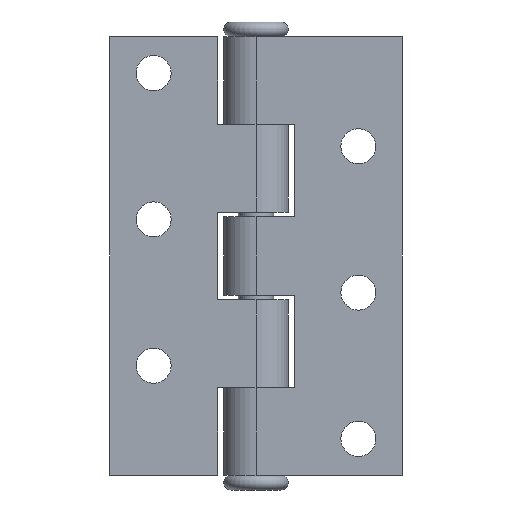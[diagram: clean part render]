
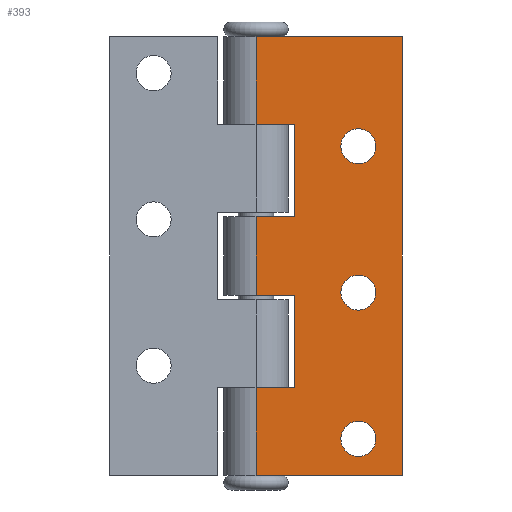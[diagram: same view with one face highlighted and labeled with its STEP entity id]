
A CAD part, front view. The second image highlights one B-rep face of the part: STEP entity #393.
In plain terms, the highlighted planar face has unit normal (0, -1, 0).
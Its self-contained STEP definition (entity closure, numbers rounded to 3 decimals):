
#144 = EDGE_CURVE ( 'NONE', #227, #148, #1097, .T. ) ;
#148 = VERTEX_POINT ( 'NONE', #1081 ) ;
#166 = VERTEX_POINT ( 'NONE', #1110 ) ;
#171 = EDGE_CURVE ( 'NONE', #230, #172, #1165, .T. ) ;
#172 = VERTEX_POINT ( 'NONE', #1161 ) ;
#200 = EDGE_CURVE ( 'NONE', #201, #202, #1177, .T. ) ;
#201 = VERTEX_POINT ( 'NONE', #1173 ) ;
#202 = VERTEX_POINT ( 'NONE', #1172 ) ;
#210 = VERTEX_POINT ( 'NONE', #1224 ) ;
#227 = VERTEX_POINT ( 'NONE', #1251 ) ;
#230 = VERTEX_POINT ( 'NONE', #1248 ) ;
#247 = EDGE_CURVE ( 'NONE', #248, #249, #1267, .T. ) ;
#248 = VERTEX_POINT ( 'NONE', #1263 ) ;
#249 = VERTEX_POINT ( 'NONE', #1262 ) ;
#260 = VERTEX_POINT ( 'NONE', #1306 ) ;
#262 = EDGE_CURVE ( 'NONE', #166, #260, #1305, .T. ) ;
#279 = EDGE_CURVE ( 'NONE', #210, #166, #1341, .T. ) ;
#293 = EDGE_CURVE ( 'NONE', #227, #294, #1375, .T. ) ;
#294 = VERTEX_POINT ( 'NONE', #1371 ) ;
#321 = VERTEX_POINT ( 'NONE', #1447 ) ;
#325 = VERTEX_POINT ( 'NONE', #1441 ) ;
#327 = EDGE_CURVE ( 'NONE', #321, #325, #1440, .T. ) ;
#335 = ORIENTED_EDGE ( 'NONE', *, *, #377, .T. ) ;
#377 = EDGE_CURVE ( 'NONE', #202, #201, #1536, .T. ) ;
#378 = ORIENTED_EDGE ( 'NONE', *, *, #200, .T. ) ;
#379 = EDGE_LOOP ( 'NONE', ( #380, #384, #386, #387, #404, #407, #409, #401, #402, #445, #446, #447 ) ) ;
#380 = ORIENTED_EDGE ( 'NONE', *, *, #381, .T. ) ;
#381 = EDGE_CURVE ( 'NONE', #382, #383, #1531, .T. ) ;
#382 = VERTEX_POINT ( 'NONE', #1527 ) ;
#383 = VERTEX_POINT ( 'NONE', #1526 ) ;
#384 = ORIENTED_EDGE ( 'NONE', *, *, #385, .T. ) ;
#385 = EDGE_CURVE ( 'NONE', #383, #321, #1525, .T. ) ;
#386 = ORIENTED_EDGE ( 'NONE', *, *, #327, .T. ) ;
#387 = ORIENTED_EDGE ( 'NONE', *, *, #388, .T. ) ;
#388 = EDGE_CURVE ( 'NONE', #325, #389, #1521, .T. ) ;
#389 = VERTEX_POINT ( 'NONE', #1517 ) ;
#390 = ORIENTED_EDGE ( 'NONE', *, *, #391, .T. ) ;
#391 = EDGE_CURVE ( 'NONE', #172, #230, #1515, .T. ) ;
#392 = ORIENTED_EDGE ( 'NONE', *, *, #171, .T. ) ;
#393 = ADVANCED_FACE ( 'NONE', ( #1516, #1574, #1573, #1572 ), #1571, .F. ) ;
#394 = EDGE_LOOP ( 'NONE', ( #390, #392 ) ) ;
#401 = ORIENTED_EDGE ( 'NONE', *, *, #262, .T. ) ;
#402 = ORIENTED_EDGE ( 'NONE', *, *, #403, .F. ) ;
#403 = EDGE_CURVE ( 'NONE', #294, #260, #1557, .T. ) ;
#404 = ORIENTED_EDGE ( 'NONE', *, *, #405, .T. ) ;
#405 = EDGE_CURVE ( 'NONE', #389, #406, #1553, .T. ) ;
#406 = VERTEX_POINT ( 'NONE', #1549 ) ;
#407 = ORIENTED_EDGE ( 'NONE', *, *, #408, .T. ) ;
#408 = EDGE_CURVE ( 'NONE', #406, #210, #1548, .T. ) ;
#409 = ORIENTED_EDGE ( 'NONE', *, *, #279, .T. ) ;
#416 = ORIENTED_EDGE ( 'NONE', *, *, #247, .T. ) ;
#417 = EDGE_LOOP ( 'NONE', ( #335, #378 ) ) ;
#422 = EDGE_LOOP ( 'NONE', ( #423, #416 ) ) ;
#423 = ORIENTED_EDGE ( 'NONE', *, *, #424, .T. ) ;
#424 = EDGE_CURVE ( 'NONE', #249, #248, #1594, .T. ) ;
#445 = ORIENTED_EDGE ( 'NONE', *, *, #293, .F. ) ;
#446 = ORIENTED_EDGE ( 'NONE', *, *, #144, .T. ) ;
#447 = ORIENTED_EDGE ( 'NONE', *, *, #448, .T. ) ;
#448 = EDGE_CURVE ( 'NONE', #148, #382, #1634, .T. ) ;
#1081 = CARTESIAN_POINT ( 'NONE',  ( 0., -11., 45. ) ) ;
#1094 = DIRECTION ( 'NONE',  ( 0., 0., -1. ) ) ;
#1095 = VECTOR ( 'NONE', #1094, 1000. ) ;
#1096 = CARTESIAN_POINT ( 'NONE',  ( 0., -11., 75. ) ) ;
#1097 = LINE ( 'NONE', #1096, #1095 ) ;
#1109 = CARTESIAN_POINT ( 'NONE',  ( 35., -11., 37.5 ) ) ;
#1110 = CARTESIAN_POINT ( 'NONE',  ( 0., -11., -75. ) ) ;
#1161 = CARTESIAN_POINT ( 'NONE',  ( 29., -11., 37.5 ) ) ;
#1162 = DIRECTION ( 'NONE',  ( 0., 0., 1. ) ) ;
#1163 = DIRECTION ( 'NONE',  ( 0., 1., 0. ) ) ;
#1164 = AXIS2_PLACEMENT_3D ( 'NONE', #1109, #1163, #1162 ) ;
#1165 = CIRCLE ( 'NONE', #1164, 6. ) ;
#1172 = CARTESIAN_POINT ( 'NONE',  ( 29., -11., -62.5 ) ) ;
#1173 = CARTESIAN_POINT ( 'NONE',  ( 41., -11., -62.5 ) ) ;
#1174 = DIRECTION ( 'NONE',  ( 0., 0., 1. ) ) ;
#1175 = DIRECTION ( 'NONE',  ( 0., 1., 0. ) ) ;
#1176 = AXIS2_PLACEMENT_3D ( 'NONE', #1183, #1175, #1174 ) ;
#1177 = CIRCLE ( 'NONE', #1176, 6. ) ;
#1183 = CARTESIAN_POINT ( 'NONE',  ( 35., -11., -62.5 ) ) ;
#1224 = CARTESIAN_POINT ( 'NONE',  ( 0., -11., -45. ) ) ;
#1248 = CARTESIAN_POINT ( 'NONE',  ( 41., -11., 37.5 ) ) ;
#1251 = CARTESIAN_POINT ( 'NONE',  ( 0., -11., 75. ) ) ;
#1262 = CARTESIAN_POINT ( 'NONE',  ( 29., -11., -12.5 ) ) ;
#1263 = CARTESIAN_POINT ( 'NONE',  ( 41., -11., -12.5 ) ) ;
#1264 = DIRECTION ( 'NONE',  ( 0., 0., 1. ) ) ;
#1265 = DIRECTION ( 'NONE',  ( 0., 1., 0. ) ) ;
#1266 = AXIS2_PLACEMENT_3D ( 'NONE', #1273, #1265, #1264 ) ;
#1267 = CIRCLE ( 'NONE', #1266, 6. ) ;
#1273 = CARTESIAN_POINT ( 'NONE',  ( 35., -11., -12.5 ) ) ;
#1302 = DIRECTION ( 'NONE',  ( 1., 0., 0. ) ) ;
#1303 = VECTOR ( 'NONE', #1302, 1000. ) ;
#1304 = CARTESIAN_POINT ( 'NONE',  ( 0., -11., -75. ) ) ;
#1305 = LINE ( 'NONE', #1304, #1303 ) ;
#1306 = CARTESIAN_POINT ( 'NONE',  ( 50., -11., -75. ) ) ;
#1338 = DIRECTION ( 'NONE',  ( 0., 0., -1. ) ) ;
#1339 = VECTOR ( 'NONE', #1338, 1000. ) ;
#1340 = CARTESIAN_POINT ( 'NONE',  ( 0., -11., 75. ) ) ;
#1341 = LINE ( 'NONE', #1340, #1339 ) ;
#1371 = CARTESIAN_POINT ( 'NONE',  ( 50., -11., 75. ) ) ;
#1372 = DIRECTION ( 'NONE',  ( 1., 0., 0. ) ) ;
#1373 = VECTOR ( 'NONE', #1372, 1000. ) ;
#1374 = CARTESIAN_POINT ( 'NONE',  ( 0., -11., 75. ) ) ;
#1375 = LINE ( 'NONE', #1374, #1373 ) ;
#1437 = DIRECTION ( 'NONE',  ( 0., 0., -1. ) ) ;
#1438 = VECTOR ( 'NONE', #1437, 1000. ) ;
#1439 = CARTESIAN_POINT ( 'NONE',  ( 0., -11., 75. ) ) ;
#1440 = LINE ( 'NONE', #1439, #1438 ) ;
#1441 = CARTESIAN_POINT ( 'NONE',  ( 0., -11., -13.5 ) ) ;
#1447 = CARTESIAN_POINT ( 'NONE',  ( 0., -11., 13.5 ) ) ;
#1515 = CIRCLE ( 'NONE', #1578, 6. ) ;
#1516 = FACE_BOUND ( 'NONE', #394, .T. ) ;
#1517 = CARTESIAN_POINT ( 'NONE',  ( 13., -11., -13.5 ) ) ;
#1518 = DIRECTION ( 'NONE',  ( 1., 0., 0. ) ) ;
#1519 = VECTOR ( 'NONE', #1518, 1000. ) ;
#1520 = CARTESIAN_POINT ( 'NONE',  ( 0., -11., -13.5 ) ) ;
#1521 = LINE ( 'NONE', #1520, #1519 ) ;
#1522 = DIRECTION ( 'NONE',  ( -1., 0., 0. ) ) ;
#1523 = VECTOR ( 'NONE', #1522, 1000. ) ;
#1524 = CARTESIAN_POINT ( 'NONE',  ( 0., -11., 13.5 ) ) ;
#1525 = LINE ( 'NONE', #1524, #1523 ) ;
#1526 = CARTESIAN_POINT ( 'NONE',  ( 13., -11., 13.5 ) ) ;
#1527 = CARTESIAN_POINT ( 'NONE',  ( 13., -11., 45. ) ) ;
#1528 = DIRECTION ( 'NONE',  ( 0., 0., -1. ) ) ;
#1529 = VECTOR ( 'NONE', #1528, 1000. ) ;
#1530 = CARTESIAN_POINT ( 'NONE',  ( 13., -11., 75. ) ) ;
#1531 = LINE ( 'NONE', #1530, #1529 ) ;
#1532 = DIRECTION ( 'NONE',  ( 0., 0., 1. ) ) ;
#1533 = DIRECTION ( 'NONE',  ( 0., 1., 0. ) ) ;
#1534 = CARTESIAN_POINT ( 'NONE',  ( 35., -11., -62.5 ) ) ;
#1535 = AXIS2_PLACEMENT_3D ( 'NONE', #1534, #1533, #1532 ) ;
#1536 = CIRCLE ( 'NONE', #1535, 6. ) ;
#1545 = DIRECTION ( 'NONE',  ( -1., 0., 0. ) ) ;
#1546 = VECTOR ( 'NONE', #1545, 1000. ) ;
#1547 = CARTESIAN_POINT ( 'NONE',  ( 0., -11., -45. ) ) ;
#1548 = LINE ( 'NONE', #1547, #1546 ) ;
#1549 = CARTESIAN_POINT ( 'NONE',  ( 13., -11., -45. ) ) ;
#1550 = DIRECTION ( 'NONE',  ( 0., 0., -1. ) ) ;
#1551 = VECTOR ( 'NONE', #1550, 1000. ) ;
#1552 = CARTESIAN_POINT ( 'NONE',  ( 13., -11., 75. ) ) ;
#1553 = LINE ( 'NONE', #1552, #1551 ) ;
#1554 = DIRECTION ( 'NONE',  ( 0., 0., -1. ) ) ;
#1555 = VECTOR ( 'NONE', #1554, 1000. ) ;
#1556 = CARTESIAN_POINT ( 'NONE',  ( 50., -11., 75. ) ) ;
#1557 = LINE ( 'NONE', #1556, #1555 ) ;
#1567 = DIRECTION ( 'NONE',  ( 0., 0., 1. ) ) ;
#1568 = DIRECTION ( 'NONE',  ( 0., 1., 0. ) ) ;
#1569 = CARTESIAN_POINT ( 'NONE',  ( 0., -11., 75. ) ) ;
#1570 = AXIS2_PLACEMENT_3D ( 'NONE', #1569, #1568, #1567 ) ;
#1571 = PLANE ( 'NONE',  #1570 ) ;
#1572 = FACE_OUTER_BOUND ( 'NONE', #379, .T. ) ;
#1573 = FACE_BOUND ( 'NONE', #417, .T. ) ;
#1574 = FACE_BOUND ( 'NONE', #422, .T. ) ;
#1575 = DIRECTION ( 'NONE',  ( 0., 0., 1. ) ) ;
#1576 = DIRECTION ( 'NONE',  ( 0., 1., 0. ) ) ;
#1577 = CARTESIAN_POINT ( 'NONE',  ( 35., -11., 37.5 ) ) ;
#1578 = AXIS2_PLACEMENT_3D ( 'NONE', #1577, #1576, #1575 ) ;
#1590 = DIRECTION ( 'NONE',  ( 0., 0., 1. ) ) ;
#1591 = DIRECTION ( 'NONE',  ( 0., 1., 0. ) ) ;
#1592 = CARTESIAN_POINT ( 'NONE',  ( 35., -11., -12.5 ) ) ;
#1593 = AXIS2_PLACEMENT_3D ( 'NONE', #1592, #1591, #1590 ) ;
#1594 = CIRCLE ( 'NONE', #1593, 6. ) ;
#1631 = DIRECTION ( 'NONE',  ( 1., 0., 0. ) ) ;
#1632 = VECTOR ( 'NONE', #1631, 1000. ) ;
#1633 = CARTESIAN_POINT ( 'NONE',  ( 0., -11., 45. ) ) ;
#1634 = LINE ( 'NONE', #1633, #1632 ) ;
